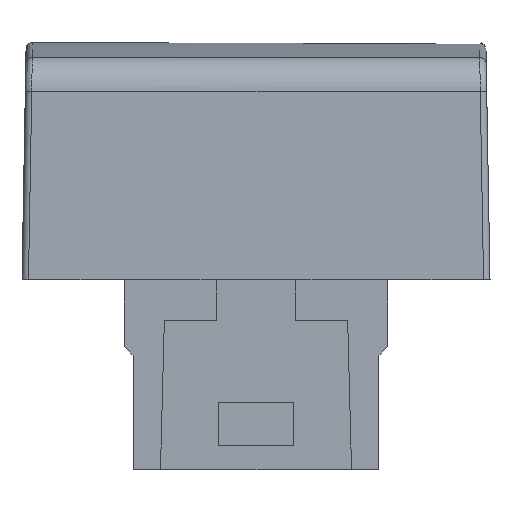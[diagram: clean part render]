
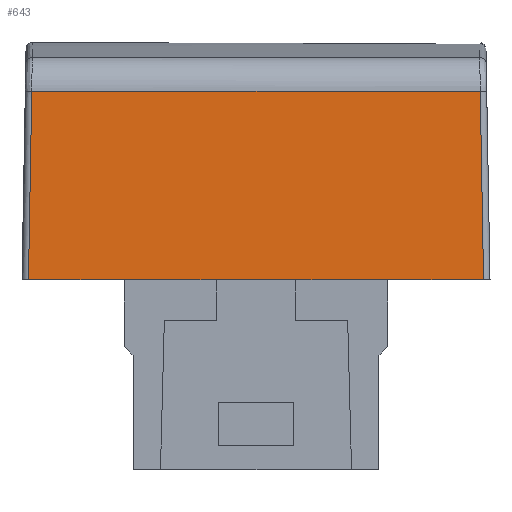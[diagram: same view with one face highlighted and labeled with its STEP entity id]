
A CAD part, front view. The second image highlights one B-rep face of the part: STEP entity #643.
In plain terms, the highlighted planar face has unit normal (0, -1, 0.018).
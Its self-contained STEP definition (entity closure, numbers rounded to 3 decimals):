
#49 = DIRECTION ( 'NONE',  ( -0.017, 0.017, 1. ) ) ;
#68 = VECTOR ( 'NONE', #1692, 1000. ) ;
#123 = DIRECTION ( 'NONE',  ( 0., -0.017, -1. ) ) ;
#165 = ORIENTED_EDGE ( 'NONE', *, *, #2098, .F. ) ;
#240 = VECTOR ( 'NONE', #1004, 1000. ) ;
#263 = EDGE_CURVE ( 'NONE', #927, #1501, #608, .T. ) ;
#291 = DIRECTION ( 'NONE',  ( 1., 0., 0. ) ) ;
#326 = VECTOR ( 'NONE', #49, 1000. ) ;
#441 = LINE ( 'NONE', #693, #240 ) ;
#448 = VECTOR ( 'NONE', #291, 1000. ) ;
#452 = VECTOR ( 'NONE', #3611, 1000. ) ;
#565 = LINE ( 'NONE', #3225, #1476 ) ;
#574 = ORIENTED_EDGE ( 'NONE', *, *, #790, .T. ) ;
#608 = LINE ( 'NONE', #3250, #326 ) ;
#639 = CARTESIAN_POINT ( 'NONE',  ( -0.45, -21.95, -1. ) ) ;
#643 = ADVANCED_FACE ( 'NONE', ( #1305 ), #709, .T. ) ;
#693 = CARTESIAN_POINT ( 'NONE',  ( -21.398, -21.798, 7.736 ) ) ;
#709 = PLANE ( 'NONE',  #1377 ) ;
#790 = EDGE_CURVE ( 'NONE', #1931, #927, #2815, .T. ) ;
#927 = VERTEX_POINT ( 'NONE', #639 ) ;
#983 = CARTESIAN_POINT ( 'NONE',  ( -0.602, -21.798, 7.736 ) ) ;
#989 = VERTEX_POINT ( 'NONE', #2089 ) ;
#1004 = DIRECTION ( 'NONE',  ( -0.017, -0.017, -1. ) ) ;
#1120 = EDGE_CURVE ( 'NONE', #2186, #989, #1338, .T. ) ;
#1143 = CARTESIAN_POINT ( 'NONE',  ( -21.85, -21.95, -1. ) ) ;
#1203 = CARTESIAN_POINT ( 'NONE',  ( -21.85, -21.95, -1. ) ) ;
#1229 = DIRECTION ( 'NONE',  ( 0., -1., 0.017 ) ) ;
#1262 = ORIENTED_EDGE ( 'NONE', *, *, #1424, .T. ) ;
#1305 = FACE_OUTER_BOUND ( 'NONE', #1453, .T. ) ;
#1338 = LINE ( 'NONE', #2446, #452 ) ;
#1377 = AXIS2_PLACEMENT_3D ( 'NONE', #2743, #1229, #123 ) ;
#1382 = ORIENTED_EDGE ( 'NONE', *, *, #3527, .T. ) ;
#1395 = EDGE_CURVE ( 'NONE', #2172, #2186, #2322, .T. ) ;
#1424 = EDGE_CURVE ( 'NONE', #1830, #2172, #441, .T. ) ;
#1453 = EDGE_LOOP ( 'NONE', ( #3432, #1382, #574, #3683, #165, #1262, #3314, #2704 ) ) ;
#1476 = VECTOR ( 'NONE', #1737, 1000. ) ;
#1501 = VERTEX_POINT ( 'NONE', #983 ) ;
#1676 = VECTOR ( 'NONE', #3676, 1000. ) ;
#1692 = DIRECTION ( 'NONE',  ( 1., 0., 0. ) ) ;
#1737 = DIRECTION ( 'NONE',  ( 1., 0., 0. ) ) ;
#1820 = LINE ( 'NONE', #3532, #448 ) ;
#1830 = VERTEX_POINT ( 'NONE', #3644 ) ;
#1931 = VERTEX_POINT ( 'NONE', #2850 ) ;
#1960 = CARTESIAN_POINT ( 'NONE',  ( -9.151, -21.95, -1. ) ) ;
#2089 = CARTESIAN_POINT ( 'NONE',  ( -12.849, -21.95, -1. ) ) ;
#2098 = EDGE_CURVE ( 'NONE', #1830, #1501, #565, .T. ) ;
#2172 = VERTEX_POINT ( 'NONE', #3300 ) ;
#2186 = VERTEX_POINT ( 'NONE', #3017 ) ;
#2206 = VECTOR ( 'NONE', #3528, 1000. ) ;
#2269 = LINE ( 'NONE', #1143, #68 ) ;
#2322 = LINE ( 'NONE', #1203, #2206 ) ;
#2446 = CARTESIAN_POINT ( 'NONE',  ( -21.85, -21.95, -1. ) ) ;
#2704 = ORIENTED_EDGE ( 'NONE', *, *, #1120, .T. ) ;
#2743 = CARTESIAN_POINT ( 'NONE',  ( -21.85, -21.95, -1. ) ) ;
#2815 = LINE ( 'NONE', #2905, #1676 ) ;
#2850 = CARTESIAN_POINT ( 'NONE',  ( -4.9, -21.95, -1. ) ) ;
#2905 = CARTESIAN_POINT ( 'NONE',  ( -21.85, -21.95, -1. ) ) ;
#3017 = CARTESIAN_POINT ( 'NONE',  ( -17.1, -21.95, -1. ) ) ;
#3225 = CARTESIAN_POINT ( 'NONE',  ( -30., -21.798, 7.736 ) ) ;
#3250 = CARTESIAN_POINT ( 'NONE',  ( -0.45, -21.95, -1. ) ) ;
#3300 = CARTESIAN_POINT ( 'NONE',  ( -21.55, -21.95, -1. ) ) ;
#3314 = ORIENTED_EDGE ( 'NONE', *, *, #1395, .T. ) ;
#3354 = VERTEX_POINT ( 'NONE', #1960 ) ;
#3401 = EDGE_CURVE ( 'NONE', #989, #3354, #2269, .T. ) ;
#3432 = ORIENTED_EDGE ( 'NONE', *, *, #3401, .T. ) ;
#3527 = EDGE_CURVE ( 'NONE', #3354, #1931, #1820, .T. ) ;
#3528 = DIRECTION ( 'NONE',  ( 1., 0., 0. ) ) ;
#3532 = CARTESIAN_POINT ( 'NONE',  ( -21.85, -21.95, -1. ) ) ;
#3611 = DIRECTION ( 'NONE',  ( 1., 0., 0. ) ) ;
#3644 = CARTESIAN_POINT ( 'NONE',  ( -21.398, -21.798, 7.736 ) ) ;
#3676 = DIRECTION ( 'NONE',  ( 1., 0., 0. ) ) ;
#3683 = ORIENTED_EDGE ( 'NONE', *, *, #263, .T. ) ;
